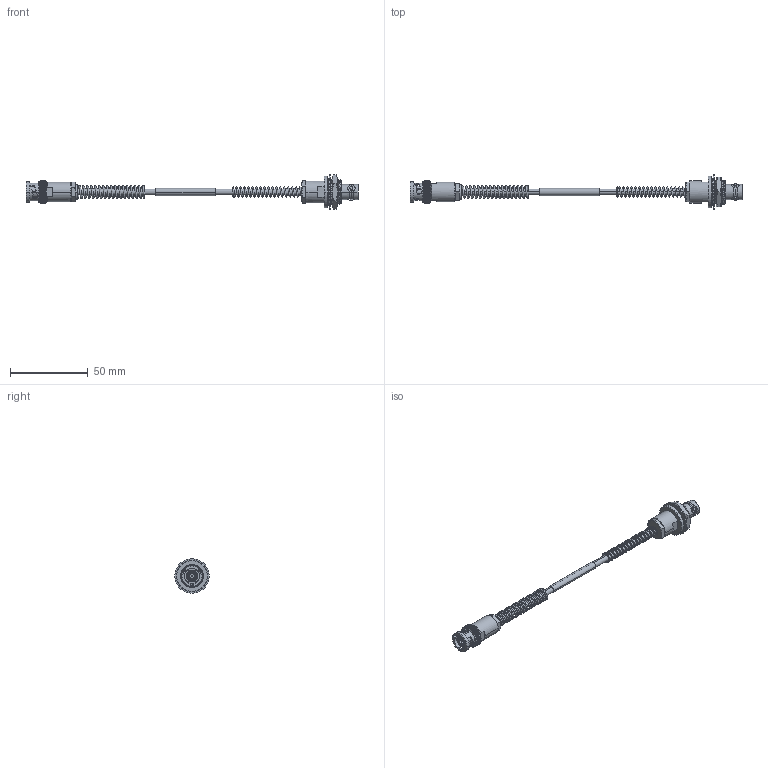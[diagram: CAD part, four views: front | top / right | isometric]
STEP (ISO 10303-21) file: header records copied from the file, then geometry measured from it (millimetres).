
FILE_DESCRIPTION (( 'STEP AP214' ), '1' );
FILE_NAME ('FM3MSA00479_3D.step', '2023-08-28T16:52:49', ( '' ), ( '' ), 'SwSTEP 2.0', 'SolidWorks 2022', '' );
FILE_SCHEMA (( 'AUTOMOTIVE_DESIGN' ));
Length unit declared in the file: inch
Products named in the file (19): BJ74-MA6; Copy of 10-06033-XXX-MA5^FMCN10-06033-231; 10-06030-206-SPRING; BJ74-MA1; Copy of 10-06033-XXX-MA3^FMCN10-06033-231; BJ74-MA4; Copy of 10-06033-XXX-MA7^FMCN10-06033-231; BJ74-MA3; Copy of 10-06033-XXX-MA6^FMCN10-06033-231; Copy of 10-06033-XXX-MA1^FMCN10-06033-231; 10-06574; Copy of 10-06033-XXX-MA8^FMCN10-06033-231; FM3MSA00479_3D; 1AW01-003_.182 ID x 1.5" long; Copy of 10-06033-XXX-MA2(S)^FMCN10-06033-231; 30-02003_2_7"; FMCN10-06033-231; BJ74-MA5; Copy of 10-06033-XXX-MA4^FMCN10-06033-231
Assembly tree (18 placements, depth 3):
  FM3MSA00479_3D
    30-02003_2_7"
    1AW01-003_.182 ID x 1.5" long
    FMCN10-06033-231
      Copy of 10-06033-XXX-MA1^FMCN10-06033-231
      Copy of 10-06033-XXX-MA2(S)^FMCN10-06033-231
      Copy of 10-06033-XXX-MA3^FMCN10-06033-231
      Copy of 10-06033-XXX-MA4^FMCN10-06033-231
      Copy of 10-06033-XXX-MA5^FMCN10-06033-231
      Copy of 10-06033-XXX-MA6^FMCN10-06033-231
      Copy of 10-06033-XXX-MA7^FMCN10-06033-231
      Copy of 10-06033-XXX-MA8^FMCN10-06033-231
    10-06574
      BJ74-MA1
      BJ74-MA5
      10-06030-206-SPRING
      BJ74-MA3
      BJ74-MA4
      BJ74-MA6
Bounding box: 212.86 x 22 x 22 mm (x, y, z)
Volume: 10321.4 mm3; surface area: 15785.3 mm2
Topology: 17 solids, 17 shells, 1131 faces, 3065 edges, 1997 vertices
Faces by surface type: cylinder 546, plane 213, torus 208, cone 111, bspline 53
Entity records: 63744 total; most frequent: CARTESIAN_POINT 34312, ORIENTED_EDGE 6122, DIRECTION 5797, EDGE_CURVE 3061, AXIS2_PLACEMENT_3D 2437, VERTEX_POINT 1997, CIRCLE 1336, EDGE_LOOP 1202
